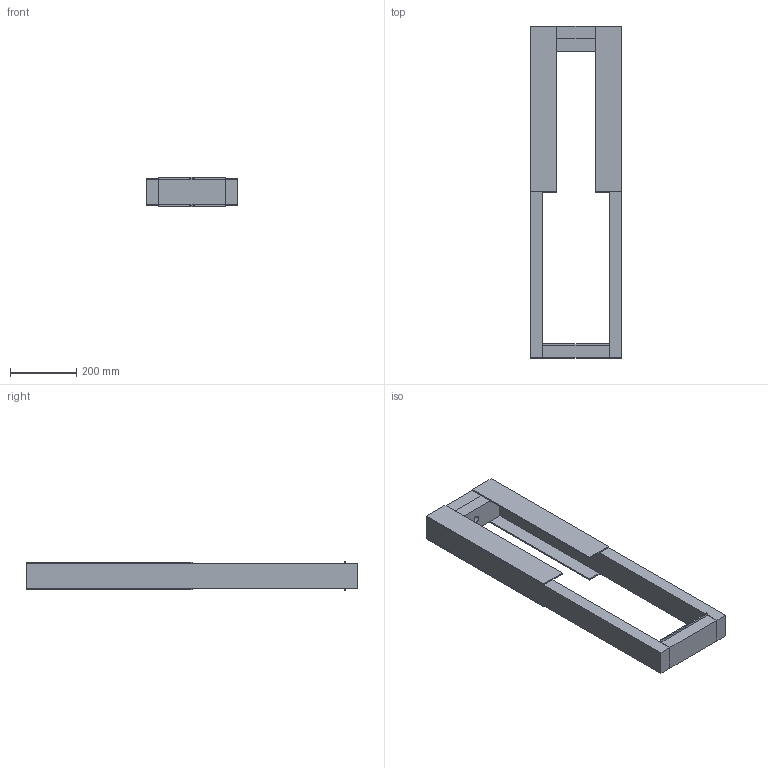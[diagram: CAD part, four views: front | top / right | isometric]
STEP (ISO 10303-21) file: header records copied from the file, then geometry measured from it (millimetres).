
FILE_DESCRIPTION(/* description */ (''),/* implementation_level */ '2;1');
FILE_NAME(/* name */ 'Sieve Jig v1.step',/* time_stamp */ '2021-06-16T02:02:39+06:00',/* author */ (''),/* organization */ (''),/* preprocessor_version */ 'ST-DEVELOPER v18.1',/* originating_system */ 'Autodesk Translation Framework v10.9.0.1377',/* authorisation */ '');
FILE_SCHEMA (('AUTOMOTIVE_DESIGN { 1 0 10303 214 3 1 1 }'));
Length unit declared in the file: millimetre
Products named in the file (1): Sieve Jig
Bounding box: 276.2 x 1000 x 90 mm (x, y, z)
Volume: 8198687 mm3; surface area: 995103.9 mm2
Topology: 10 solids, 10 shells, 83 faces, 189 edges, 126 vertices
Faces by surface type: plane 66, cylinder 17
Full cylindrical faces by diameter (mm): 20.5 x1
Entity records: 2353 total; most frequent: CARTESIAN_POINT 399, DIRECTION 391, ORIENTED_EDGE 378, EDGE_CURVE 189, LINE 155, VECTOR 155, VERTEX_POINT 126, AXIS2_PLACEMENT_3D 118
